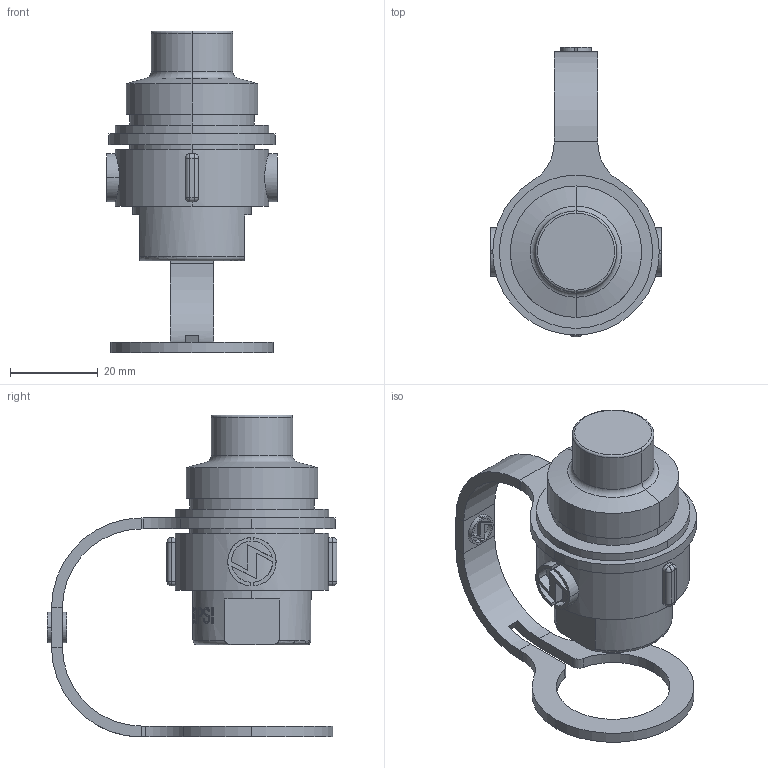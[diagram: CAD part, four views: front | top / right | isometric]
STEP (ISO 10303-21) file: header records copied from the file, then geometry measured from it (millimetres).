
FILE_DESCRIPTION (( 'STEP AP214' ), '1' );
FILE_NAME ('D0106.STEP', '2017-10-31T05:59:12', ( '' ), ( '' ), 'SwSTEP 2.0', 'SolidWorks 2017', '' );
FILE_SCHEMA (( 'AUTOMOTIVE_DESIGN' ));
Length unit declared in the file: millimetre
Products named in the file (1): D0106
Bounding box: 39 x 66.16 x 73.5 mm (x, y, z)
Volume: 33151.7 mm3; surface area: 22244.8 mm2
Topology: 6 solids, 6 shells, 388 faces, 980 edges, 620 vertices
Faces by surface type: plane 149, cylinder 128, bspline 64, cone 25, torus 12, sphere 10
Entity records: 22147 total; most frequent: CARTESIAN_POINT 8851, ORIENTED_EDGE 1936, DIRECTION 1741, EDGE_CURVE 968, AXIS2_PLACEMENT_3D 638, VERTEX_POINT 618, LINE 465, VECTOR 465
